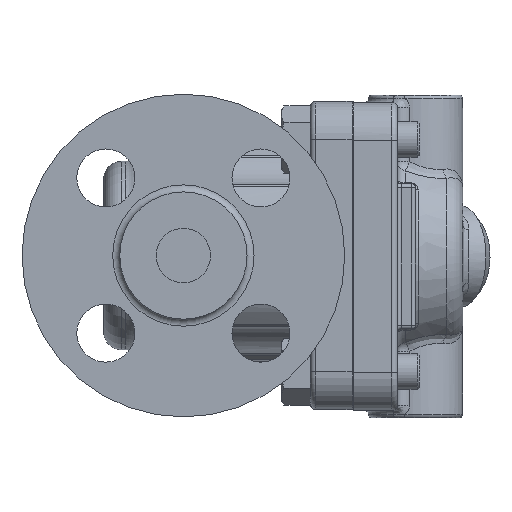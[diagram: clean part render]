
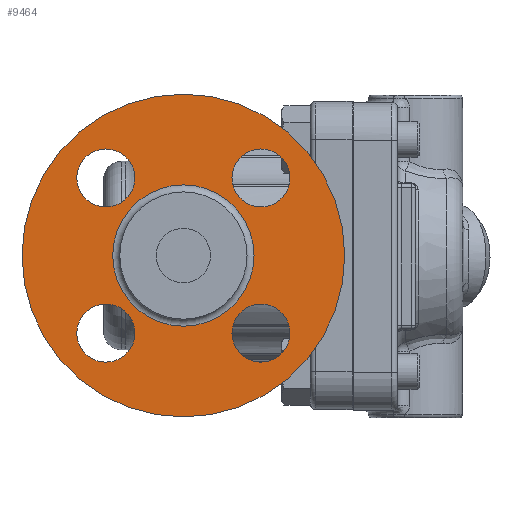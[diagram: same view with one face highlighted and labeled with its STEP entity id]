
A CAD part, left-side view. The second image highlights one B-rep face of the part: STEP entity #9464.
In plain terms, the highlighted planar face has unit normal (-1, 0, 0).
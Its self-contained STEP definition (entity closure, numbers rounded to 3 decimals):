
#2012=FACE_BOUND('',#2711,.T.);
#2013=FACE_BOUND('',#2712,.T.);
#2014=FACE_BOUND('',#2713,.T.);
#2015=FACE_BOUND('',#2714,.T.);
#2016=FACE_BOUND('',#2715,.T.);
#2074=FACE_OUTER_BOUND('',#2710,.T.);
#2710=EDGE_LOOP('',(#6373));
#2711=EDGE_LOOP('',(#6374));
#2712=EDGE_LOOP('',(#6375));
#2713=EDGE_LOOP('',(#6376));
#2714=EDGE_LOOP('',(#6377));
#2715=EDGE_LOOP('',(#6378));
#3364=CIRCLE('',#10169,19.486);
#3367=CIRCLE('',#10173,44.5);
#3368=CIRCLE('',#10174,8.);
#3369=CIRCLE('',#10175,8.);
#3370=CIRCLE('',#10176,8.);
#3371=CIRCLE('',#10177,8.);
#3846=VERTEX_POINT('',#13950);
#3848=VERTEX_POINT('',#13956);
#3849=VERTEX_POINT('',#13958);
#3850=VERTEX_POINT('',#13960);
#3851=VERTEX_POINT('',#13962);
#3852=VERTEX_POINT('',#13964);
#4793=EDGE_CURVE('',#3846,#3846,#3364,.T.);
#4796=EDGE_CURVE('',#3848,#3848,#3367,.T.);
#4797=EDGE_CURVE('',#3849,#3849,#3368,.T.);
#4798=EDGE_CURVE('',#3850,#3850,#3369,.T.);
#4799=EDGE_CURVE('',#3851,#3851,#3370,.T.);
#4800=EDGE_CURVE('',#3852,#3852,#3371,.T.);
#6373=ORIENTED_EDGE('',*,*,#4796,.F.);
#6374=ORIENTED_EDGE('',*,*,#4797,.T.);
#6375=ORIENTED_EDGE('',*,*,#4798,.T.);
#6376=ORIENTED_EDGE('',*,*,#4799,.T.);
#6377=ORIENTED_EDGE('',*,*,#4800,.T.);
#6378=ORIENTED_EDGE('',*,*,#4793,.F.);
#9221=PLANE('',#10172);
#9464=ADVANCED_FACE('',(#2074,#2012,#2013,#2014,#2015,#2016),#9221,.F.);
#10169=AXIS2_PLACEMENT_3D('',#13951,#11346,#11347);
#10172=AXIS2_PLACEMENT_3D('',#13955,#11352,#11353);
#10173=AXIS2_PLACEMENT_3D('',#13957,#11354,#11355);
#10174=AXIS2_PLACEMENT_3D('',#13959,#11356,#11357);
#10175=AXIS2_PLACEMENT_3D('',#13961,#11358,#11359);
#10176=AXIS2_PLACEMENT_3D('',#13963,#11360,#11361);
#10177=AXIS2_PLACEMENT_3D('',#13965,#11362,#11363);
#11346=DIRECTION('center_axis',(-1.,0.,0.));
#11347=DIRECTION('ref_axis',(0.,0.,
1.));
#11352=DIRECTION('center_axis',(1.,0.,0.));
#11353=DIRECTION('ref_axis',(0.,0.,
-1.));
#11354=DIRECTION('center_axis',(1.,0.,0.));
#11355=DIRECTION('ref_axis',(0.,0.,
-1.));
#11356=DIRECTION('center_axis',(1.,0.,0.));
#11357=DIRECTION('ref_axis',(0.,0.,
1.));
#11358=DIRECTION('center_axis',(1.,0.,0.));
#11359=DIRECTION('ref_axis',(0.,-1.,0.));
#11360=DIRECTION('center_axis',(1.,0.,0.));
#11361=DIRECTION('ref_axis',(0.,0.,
-1.));
#11362=DIRECTION('center_axis',(1.,0.,0.));
#11363=DIRECTION('ref_axis',(0.,1.,0.));
#13950=CARTESIAN_POINT('',(-91.706,10.202,-17.599));
#13951=CARTESIAN_POINT('Origin',(-91.706,10.202,1.888));
#13955=CARTESIAN_POINT('Origin',(-91.706,10.202,1.888));
#13956=CARTESIAN_POINT('',(-91.706,10.202,46.388));
#13957=CARTESIAN_POINT('Origin',(-91.706,10.202,1.888));
#13958=CARTESIAN_POINT('',(-91.706,31.592,15.277));
#13959=CARTESIAN_POINT('Origin',(-91.706,31.592,23.277));
#13960=CARTESIAN_POINT('',(-91.706,-3.188,23.277));
#13961=CARTESIAN_POINT('Origin',(-91.706,-11.188,23.277));
#13962=CARTESIAN_POINT('',(-91.706,-11.188,-11.502));
#13963=CARTESIAN_POINT('Origin',(-91.706,-11.188,-19.502));
#13964=CARTESIAN_POINT('',(-91.706,23.592,-19.502));
#13965=CARTESIAN_POINT('Origin',(-91.706,31.592,-19.502));
